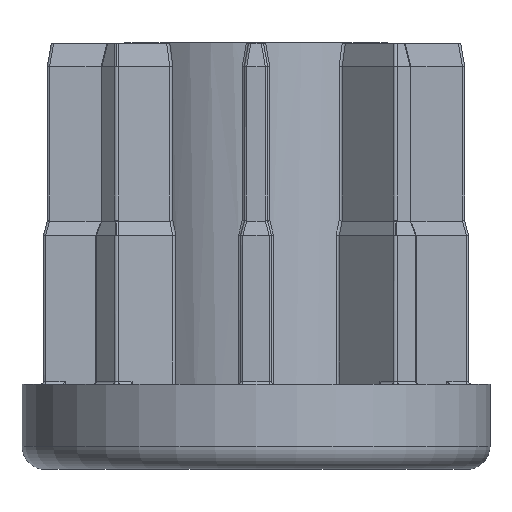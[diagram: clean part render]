
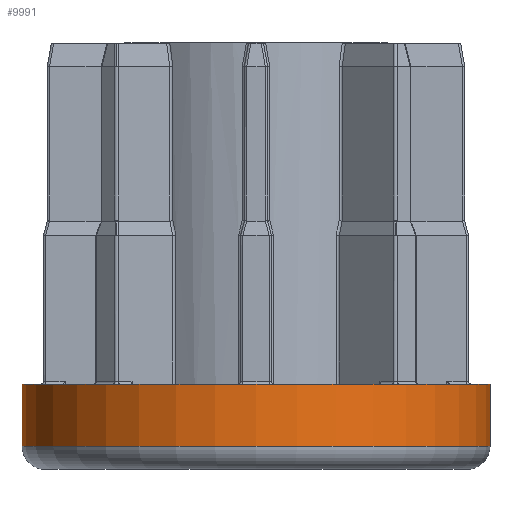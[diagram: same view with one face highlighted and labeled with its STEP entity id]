
A CAD part, front view. The second image highlights one B-rep face of the part: STEP entity #9991.
In plain terms, the highlighted cylindrical face has radius 30.15 mm (diameter 60.3 mm), a partial arc.
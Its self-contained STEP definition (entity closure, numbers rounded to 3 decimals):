
#312 = CARTESIAN_POINT ( 'NONE',  ( 30.15, 0., 11. ) ) ;
#638 = DIRECTION ( 'NONE',  ( 0., 0., -1. ) ) ;
#875 = VERTEX_POINT ( 'NONE', #3084 ) ;
#913 = VERTEX_POINT ( 'NONE', #12203 ) ;
#1343 = FACE_OUTER_BOUND ( 'NONE', #6604, .T. ) ;
#1430 = ORIENTED_EDGE ( 'NONE', *, *, #9180, .T. ) ;
#1704 = CARTESIAN_POINT ( 'NONE',  ( 0., 0., 11. ) ) ;
#2366 = ORIENTED_EDGE ( 'NONE', *, *, #11645, .T. ) ;
#2529 = AXIS2_PLACEMENT_3D ( 'NONE', #1704, #8764, #2783 ) ;
#2559 = VERTEX_POINT ( 'NONE', #9077 ) ;
#2783 = DIRECTION ( 'NONE',  ( 1., 0., 0. ) ) ;
#3084 = CARTESIAN_POINT ( 'NONE',  ( 30.15, 0., 11. ) ) ;
#3630 = DIRECTION ( 'NONE',  ( 0., 0., -1. ) ) ;
#4030 = CARTESIAN_POINT ( 'NONE',  ( 0., 0., 3. ) ) ;
#4192 = AXIS2_PLACEMENT_3D ( 'NONE', #4030, #11010, #5023 ) ;
#4395 = ORIENTED_EDGE ( 'NONE', *, *, #9118, .F. ) ;
#5023 = DIRECTION ( 'NONE',  ( 1., 0., 0. ) ) ;
#5835 = DIRECTION ( 'NONE',  ( -1., 0., 0. ) ) ;
#5916 = EDGE_CURVE ( 'NONE', #913, #875, #13196, .T. ) ;
#6073 = VECTOR ( 'NONE', #3630, 1000. ) ;
#6604 = EDGE_LOOP ( 'NONE', ( #4395, #9549, #1430, #2366 ) ) ;
#6692 = LINE ( 'NONE', #312, #11977 ) ;
#7548 = DIRECTION ( 'NONE',  ( 0., 0., -1. ) ) ;
#8656 = LINE ( 'NONE', #9625, #6073 ) ;
#8764 = DIRECTION ( 'NONE',  ( 0., 0., 1. ) ) ;
#8786 = CYLINDRICAL_SURFACE ( 'NONE', #13143, 30.15 ) ;
#9077 = CARTESIAN_POINT ( 'NONE',  ( -30.15, 0., 3. ) ) ;
#9118 = EDGE_CURVE ( 'NONE', #875, #10838, #6692, .T. ) ;
#9180 = EDGE_CURVE ( 'NONE', #913, #2559, #8656, .T. ) ;
#9549 = ORIENTED_EDGE ( 'NONE', *, *, #5916, .F. ) ;
#9625 = CARTESIAN_POINT ( 'NONE',  ( -30.15, 0., 11. ) ) ;
#9991 = ADVANCED_FACE ( 'NONE', ( #1343 ), #8786, .T. ) ;
#10838 = VERTEX_POINT ( 'NONE', #12319 ) ;
#11010 = DIRECTION ( 'NONE',  ( 0., 0., 1. ) ) ;
#11645 = EDGE_CURVE ( 'NONE', #2559, #10838, #11909, .T. ) ;
#11909 = CIRCLE ( 'NONE', #4192, 30.15 ) ;
#11977 = VECTOR ( 'NONE', #7548, 1000. ) ;
#12203 = CARTESIAN_POINT ( 'NONE',  ( -30.15, 0., 11. ) ) ;
#12319 = CARTESIAN_POINT ( 'NONE',  ( 30.15, 0., 3. ) ) ;
#12845 = CARTESIAN_POINT ( 'NONE',  ( 0., 0., 11. ) ) ;
#13143 = AXIS2_PLACEMENT_3D ( 'NONE', #12845, #638, #5835 ) ;
#13196 = CIRCLE ( 'NONE', #2529, 30.15 ) ;
